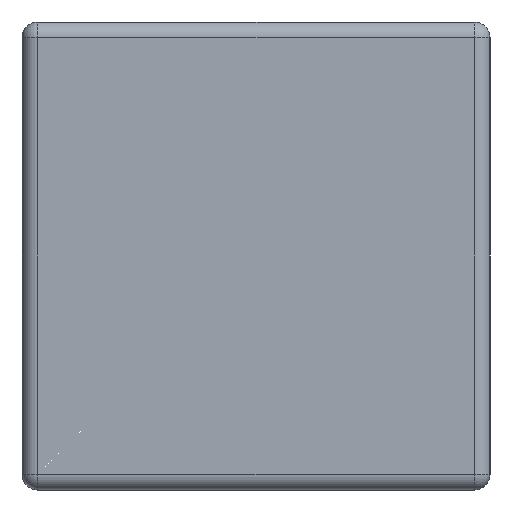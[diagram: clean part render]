
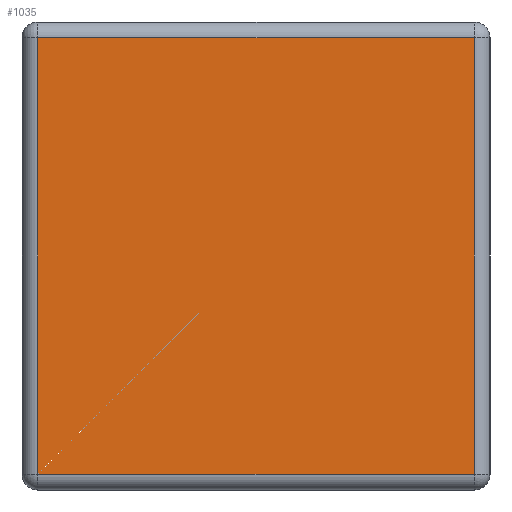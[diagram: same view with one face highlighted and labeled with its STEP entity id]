
A CAD part, left-side view. The second image highlights one B-rep face of the part: STEP entity #1035.
In plain terms, the highlighted planar face has unit normal (-1, 0, 0).
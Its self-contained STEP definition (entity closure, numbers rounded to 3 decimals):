
#50 = CARTESIAN_POINT ( 'NONE',  ( -0.3, -0.14, 0.01 ) ) ;
#79 = LINE ( 'NONE', #531, #1413 ) ;
#94 = ORIENTED_EDGE ( 'NONE', *, *, #544, .T. ) ;
#98 = VERTEX_POINT ( 'NONE', #1111 ) ;
#106 = FACE_OUTER_BOUND ( 'NONE', #391, .T. ) ;
#125 = VERTEX_POINT ( 'NONE', #1477 ) ;
#205 = CARTESIAN_POINT ( 'NONE',  ( -0.3, 0.15, 0.29 ) ) ;
#214 = LINE ( 'NONE', #205, #1894 ) ;
#271 = DIRECTION ( 'NONE',  ( 0., 0., -1. ) ) ;
#391 = EDGE_LOOP ( 'NONE', ( #94, #670, #1633, #426 ) ) ;
#407 = PLANE ( 'NONE',  #416 ) ;
#412 = VECTOR ( 'NONE', #542, 1000. ) ;
#416 = AXIS2_PLACEMENT_3D ( 'NONE', #974, #1562, #271 ) ;
#426 = ORIENTED_EDGE ( 'NONE', *, *, #550, .T. ) ;
#494 = DIRECTION ( 'NONE',  ( 0., 0., 1. ) ) ;
#497 = EDGE_CURVE ( 'NONE', #98, #1431, #1398, .T. ) ;
#531 = CARTESIAN_POINT ( 'NONE',  ( -0.3, -0.14, 0.3 ) ) ;
#542 = DIRECTION ( 'NONE',  ( 0., 0., -1. ) ) ;
#544 = EDGE_CURVE ( 'NONE', #125, #1391, #214, .T. ) ;
#550 = EDGE_CURVE ( 'NONE', #1431, #125, #79, .T. ) ;
#652 = DIRECTION ( 'NONE',  ( 0., -1., 0. ) ) ;
#670 = ORIENTED_EDGE ( 'NONE', *, *, #1535, .T. ) ;
#679 = VECTOR ( 'NONE', #652, 1000. ) ;
#816 = CARTESIAN_POINT ( 'NONE',  ( -0.3, 0.15, 0.01 ) ) ;
#974 = CARTESIAN_POINT ( 'NONE',  ( -0.3, 0.15, 0.3 ) ) ;
#1035 = ADVANCED_FACE ( 'NONE', ( #106 ), #407, .F. ) ;
#1088 = DIRECTION ( 'NONE',  ( 0., 1., 0. ) ) ;
#1111 = CARTESIAN_POINT ( 'NONE',  ( -0.3, 0.14, 0.01 ) ) ;
#1150 = CARTESIAN_POINT ( 'NONE',  ( -0.3, 0.14, 0.3 ) ) ;
#1236 = CARTESIAN_POINT ( 'NONE',  ( -0.3, 0.14, 0.29 ) ) ;
#1391 = VERTEX_POINT ( 'NONE', #1236 ) ;
#1398 = LINE ( 'NONE', #816, #679 ) ;
#1413 = VECTOR ( 'NONE', #494, 1000. ) ;
#1431 = VERTEX_POINT ( 'NONE', #50 ) ;
#1477 = CARTESIAN_POINT ( 'NONE',  ( -0.3, -0.14, 0.29 ) ) ;
#1535 = EDGE_CURVE ( 'NONE', #1391, #98, #1573, .T. ) ;
#1562 = DIRECTION ( 'NONE',  ( 1., 0., 0. ) ) ;
#1573 = LINE ( 'NONE', #1150, #412 ) ;
#1633 = ORIENTED_EDGE ( 'NONE', *, *, #497, .T. ) ;
#1894 = VECTOR ( 'NONE', #1088, 1000. ) ;
